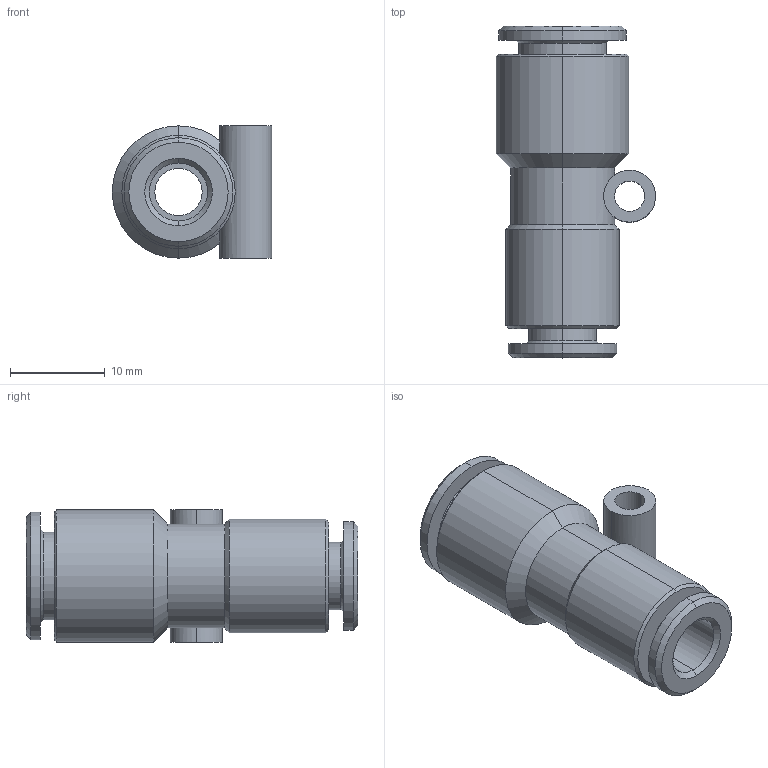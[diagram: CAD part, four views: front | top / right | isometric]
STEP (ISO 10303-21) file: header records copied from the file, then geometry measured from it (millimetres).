
FILE_DESCRIPTION (( 'STEP AP203' ), '1' );
FILE_NAME ('B0154030.STEP', '2011-04-14T07:49:56', ( '' ), ( 'sopra-pneumatic' ), 'SwSTEP 2.0', 'SolidWorks 2009', '' );
FILE_SCHEMA (( 'CONFIG_CONTROL_DESIGN' ));
Length unit declared in the file: millimetre
Products named in the file (1): B0154030
Bounding box: 16.85 x 35.1 x 14 mm (x, y, z)
Volume: 2946.2 mm3; surface area: 2954.7 mm2
Topology: 1 solids, 1 shells, 54 faces, 113 edges, 68 vertices
Faces by surface type: cylinder 24, cone 20, plane 10
Entity records: 1586 total; most frequent: CARTESIAN_POINT 294, DIRECTION 287, ORIENTED_EDGE 226, AXIS2_PLACEMENT_3D 121, EDGE_CURVE 113, VERTEX_POINT 68, CIRCLE 66, EDGE_LOOP 65
